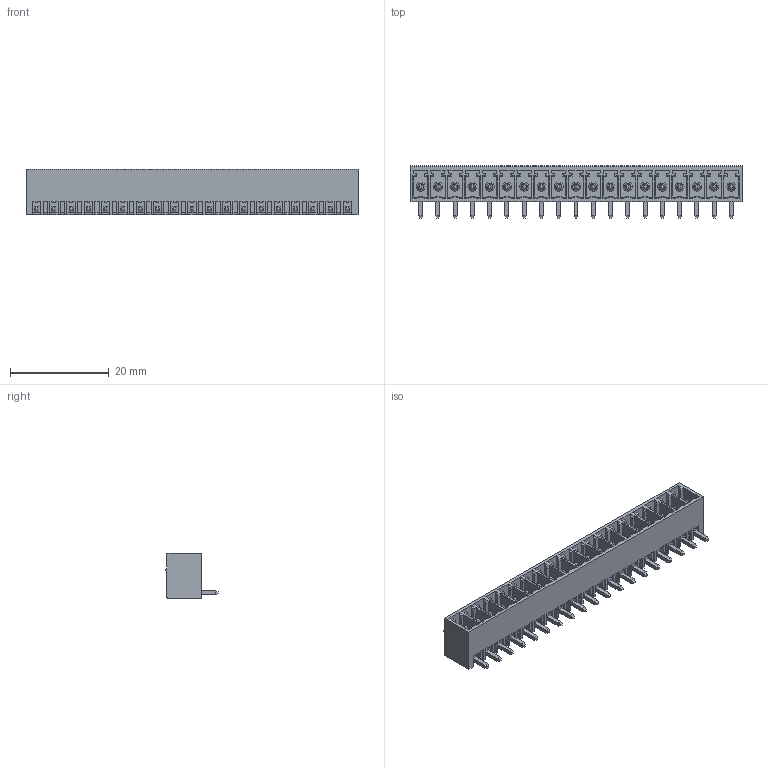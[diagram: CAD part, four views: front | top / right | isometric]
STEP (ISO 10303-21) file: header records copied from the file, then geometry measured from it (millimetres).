
FILE_DESCRIPTION(('STEP AP214'),'1');
FILE_NAME('PV19-3,5-H-P.stp','2018-11-29T15:03:57',(' '),(' '),'Spatial InterOp 3D',' ',' ');
FILE_SCHEMA(('AUTOMOTIVE_DESIGN { 1 0 10303 214 1 1 1 1 }'));
Length unit declared in the file: metre
Products named in the file (1): 1
Bounding box: 67.3 x 10.65 x 9.2 mm (x, y, z)
Volume: 2290.4 mm3; surface area: 5706.4 mm2
Topology: 1 solids, 1 shells, 1145 faces, 3030 edges, 1944 vertices
Faces by surface type: plane 1049, cylinder 58, cone 19, torus 19
Full cylindrical faces by diameter (mm): 1.8 x19
Entity records: 43388 total; most frequent: CARTESIAN_POINT 6158, ORIENTED_EDGE 5946, DIRECTION 5381, EDGE_CURVE 2973, LINE 2781, VECTOR 2781, VERTEX_POINT 1925, AXIS2_PLACEMENT_3D 1300
